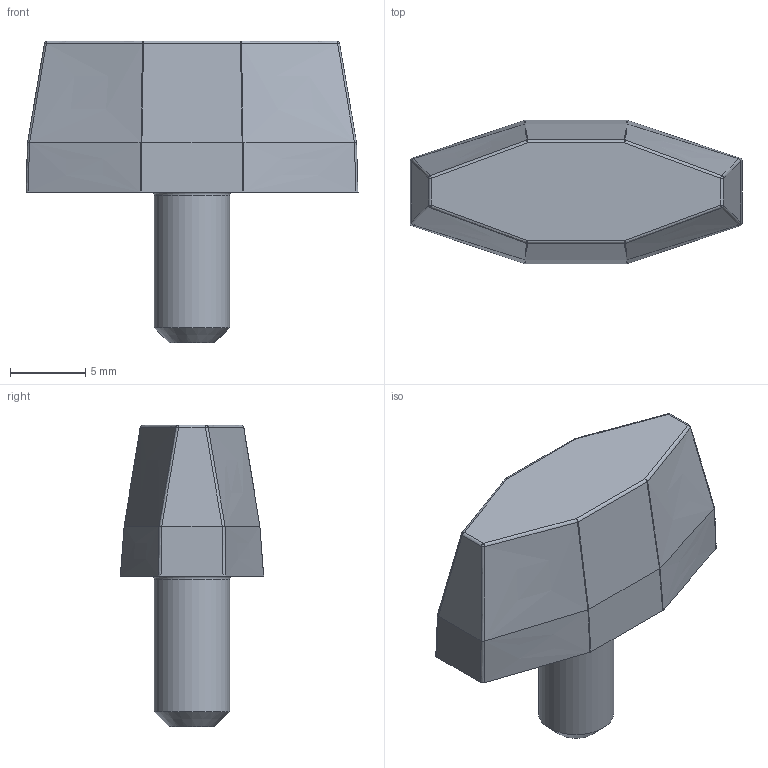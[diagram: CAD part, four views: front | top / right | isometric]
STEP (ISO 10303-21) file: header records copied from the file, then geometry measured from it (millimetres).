
FILE_DESCRIPTION( ( 'Unknown' ), '1' );
FILE_NAME( '6378020_GS22_M05x10.stp', 'Unknown', ( 'Unknown' ), ( 'Unknown' ), 'PSStep 11.0', 'Unknown', ' ' );
FILE_SCHEMA( ( 'AUTOMOTIVE_DESIGN { 1 0 10303 214 1 1 1 1 }' ) );
Length unit declared in the file: millimetre
Products named in the file (1): 6378020
Bounding box: 22 x 9.5 x 20 mm (x, y, z)
Volume: 1603.8 mm3; surface area: 964.5 mm2
Topology: 1 solids, 2 shells, 57 faces, 141 edges, 80 vertices
Faces by surface type: bspline 28, plane 12, sphere 8, cylinder 6, cone 2, torus 1
Full cylindrical faces by diameter (mm): 5 x2
Entity records: 2628 total; most frequent: CARTESIAN_POINT 1094, ORIENTED_EDGE 254, DIRECTION 154, EDGE_CURVE 127, VERTEX_POINT 79, EDGE_LOOP 64, B_SPLINE_CURVE_WITH_KNOTS 64, AXIS2_PLACEMENT_3D 61
